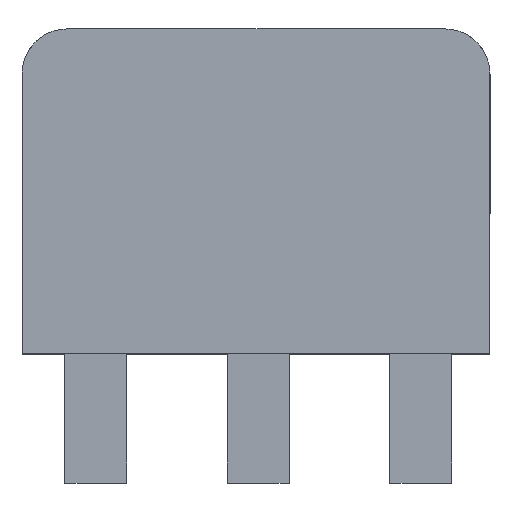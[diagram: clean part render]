
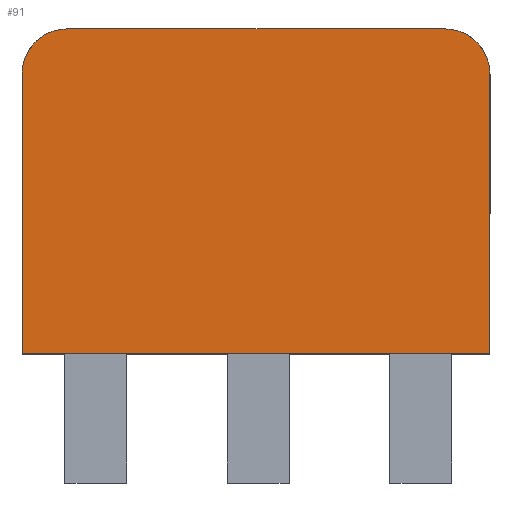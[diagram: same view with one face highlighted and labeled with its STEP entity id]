
A CAD part, top view. The second image highlights one B-rep face of the part: STEP entity #91.
In plain terms, the highlighted planar face has unit normal (0, 0, 1).
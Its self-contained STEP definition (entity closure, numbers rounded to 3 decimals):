
#11 = VECTOR ( 'NONE', #520, 1000. ) ;
#44 = EDGE_CURVE ( 'NONE', #1142, #597, #971, .T. ) ;
#69 = ORIENTED_EDGE ( 'NONE', *, *, #397, .F. ) ;
#89 = EDGE_CURVE ( 'NONE', #1260, #924, #1251, .T. ) ;
#91 = ADVANCED_FACE ( 'NONE', ( #749 ), #1148, .F. ) ;
#117 = DIRECTION ( 'NONE',  ( 1., 0., 0. ) ) ;
#153 = LINE ( 'NONE', #1145, #630 ) ;
#154 = CARTESIAN_POINT ( 'NONE',  ( -3.6, 1.8, 3. ) ) ;
#165 = CARTESIAN_POINT ( 'NONE',  ( 3.6, -2.5, 3. ) ) ;
#209 = DIRECTION ( 'NONE',  ( -1., 0., 0. ) ) ;
#212 = VECTOR ( 'NONE', #117, 1000. ) ;
#218 = DIRECTION ( 'NONE',  ( 0., 0., -1. ) ) ;
#268 = CARTESIAN_POINT ( 'NONE',  ( -3.6, -2.5, 3. ) ) ;
#322 = EDGE_CURVE ( 'NONE', #1212, #1142, #772, .T. ) ;
#328 = LINE ( 'NONE', #991, #11 ) ;
#330 = ORIENTED_EDGE ( 'NONE', *, *, #828, .F. ) ;
#373 = VERTEX_POINT ( 'NONE', #154 ) ;
#375 = CARTESIAN_POINT ( 'NONE',  ( 0., -2.5, 3. ) ) ;
#387 = EDGE_CURVE ( 'NONE', #924, #373, #328, .T. ) ;
#397 = EDGE_CURVE ( 'NONE', #373, #1212, #720, .T. ) ;
#425 = DIRECTION ( 'NONE',  ( -1., 0., 0. ) ) ;
#453 = ORIENTED_EDGE ( 'NONE', *, *, #322, .F. ) ;
#468 = DIRECTION ( 'NONE',  ( 0., 0., -1. ) ) ;
#520 = DIRECTION ( 'NONE',  ( 0., 1., 0. ) ) ;
#525 = VECTOR ( 'NONE', #209, 1000. ) ;
#530 = CARTESIAN_POINT ( 'NONE',  ( -2.9, 1.8, 3. ) ) ;
#578 = CARTESIAN_POINT ( 'NONE',  ( 3.6, 1.8, 3. ) ) ;
#581 = CARTESIAN_POINT ( 'NONE',  ( 2.9, 1.8, 3. ) ) ;
#590 = AXIS2_PLACEMENT_3D ( 'NONE', #581, #468, #1157 ) ;
#597 = VERTEX_POINT ( 'NONE', #578 ) ;
#613 = CARTESIAN_POINT ( 'NONE',  ( 0., 0., 3. ) ) ;
#620 = ORIENTED_EDGE ( 'NONE', *, *, #44, .F. ) ;
#629 = CARTESIAN_POINT ( 'NONE',  ( -2.9, 2.5, 3. ) ) ;
#630 = VECTOR ( 'NONE', #649, 1000. ) ;
#649 = DIRECTION ( 'NONE',  ( 0., -1., 0. ) ) ;
#698 = DIRECTION ( 'NONE',  ( 0., 0., -1. ) ) ;
#720 = CIRCLE ( 'NONE', #882, 0.7 ) ;
#749 = FACE_OUTER_BOUND ( 'NONE', #859, .T. ) ;
#772 = LINE ( 'NONE', #873, #212 ) ;
#805 = ORIENTED_EDGE ( 'NONE', *, *, #387, .F. ) ;
#816 = ORIENTED_EDGE ( 'NONE', *, *, #89, .F. ) ;
#828 = EDGE_CURVE ( 'NONE', #597, #1260, #153, .T. ) ;
#859 = EDGE_LOOP ( 'NONE', ( #620, #453, #69, #805, #816, #330 ) ) ;
#873 = CARTESIAN_POINT ( 'NONE',  ( 0., 2.5, 3. ) ) ;
#882 = AXIS2_PLACEMENT_3D ( 'NONE', #530, #698, #1094 ) ;
#924 = VERTEX_POINT ( 'NONE', #268 ) ;
#971 = CIRCLE ( 'NONE', #590, 0.7 ) ;
#991 = CARTESIAN_POINT ( 'NONE',  ( -3.6, 0., 3. ) ) ;
#1002 = CARTESIAN_POINT ( 'NONE',  ( 2.9, 2.5, 3. ) ) ;
#1071 = AXIS2_PLACEMENT_3D ( 'NONE', #613, #218, #425 ) ;
#1094 = DIRECTION ( 'NONE',  ( -1., 0., 0. ) ) ;
#1142 = VERTEX_POINT ( 'NONE', #1002 ) ;
#1145 = CARTESIAN_POINT ( 'NONE',  ( 3.6, 0., 3. ) ) ;
#1148 = PLANE ( 'NONE',  #1071 ) ;
#1157 = DIRECTION ( 'NONE',  ( -1., 0., 0. ) ) ;
#1212 = VERTEX_POINT ( 'NONE', #629 ) ;
#1251 = LINE ( 'NONE', #375, #525 ) ;
#1260 = VERTEX_POINT ( 'NONE', #165 ) ;
